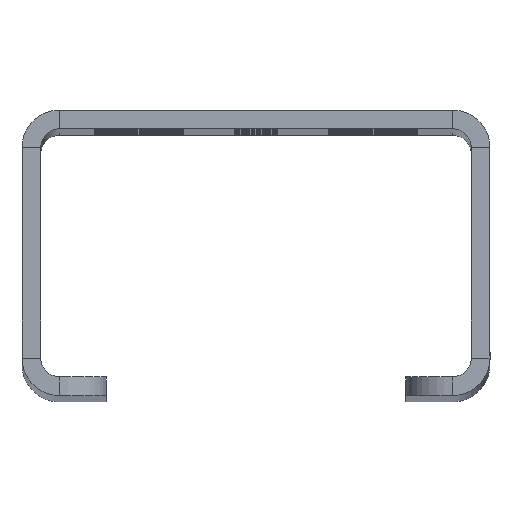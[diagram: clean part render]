
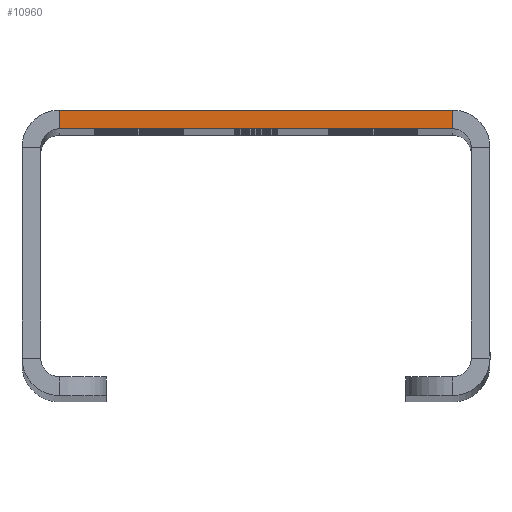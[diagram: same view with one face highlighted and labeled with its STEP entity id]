
A CAD part, top view. The second image highlights one B-rep face of the part: STEP entity #10960.
In plain terms, the highlighted planar face has unit normal (0, 0, 1).
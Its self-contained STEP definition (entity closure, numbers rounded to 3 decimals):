
#123 = VERTEX_POINT ( 'NONE', #12200 ) ;
#1058 = EDGE_CURVE ( 'NONE', #123, #7278, #11401, .T. ) ;
#1083 = CARTESIAN_POINT ( 'NONE',  ( 25., -2., 195.5 ) ) ;
#1160 = ORIENTED_EDGE ( 'NONE', *, *, #2192, .T. ) ;
#1344 = DIRECTION ( 'NONE',  ( 0., 1., 0. ) ) ;
#1360 = ORIENTED_EDGE ( 'NONE', *, *, #4599, .F. ) ;
#1444 = LINE ( 'NONE', #10173, #3749 ) ;
#2192 = EDGE_CURVE ( 'NONE', #15657, #123, #8374, .T. ) ;
#2244 = PLANE ( 'NONE',  #3858 ) ;
#2514 = LINE ( 'NONE', #7589, #2738 ) ;
#2738 = VECTOR ( 'NONE', #12642, 1000. ) ;
#3577 = DIRECTION ( 'NONE',  ( 0., 0., 1. ) ) ;
#3749 = VECTOR ( 'NONE', #15227, 1000. ) ;
#3858 = AXIS2_PLACEMENT_3D ( 'NONE', #1083, #3577, #4991 ) ;
#4599 = EDGE_CURVE ( 'NONE', #15657, #11068, #1444, .T. ) ;
#4626 = DIRECTION ( 'NONE',  ( 1., 0., 0. ) ) ;
#4991 = DIRECTION ( 'NONE',  ( 1., 0., 0. ) ) ;
#5085 = CARTESIAN_POINT ( 'NONE',  ( 21., -2., 195.5 ) ) ;
#6566 = VECTOR ( 'NONE', #1344, 1000. ) ;
#7278 = VERTEX_POINT ( 'NONE', #9697 ) ;
#7589 = CARTESIAN_POINT ( 'NONE',  ( 25., 0., 195.5 ) ) ;
#8374 = LINE ( 'NONE', #15908, #11567 ) ;
#8565 = ORIENTED_EDGE ( 'NONE', *, *, #9375, .F. ) ;
#9375 = EDGE_CURVE ( 'NONE', #11068, #7278, #2514, .T. ) ;
#9697 = CARTESIAN_POINT ( 'NONE',  ( 21., 0., 195.5 ) ) ;
#10173 = CARTESIAN_POINT ( 'NONE',  ( -21., -2., 195.5 ) ) ;
#10960 = ADVANCED_FACE ( 'NONE', ( #13783 ), #2244, .T. ) ;
#11068 = VERTEX_POINT ( 'NONE', #11774 ) ;
#11401 = LINE ( 'NONE', #5085, #6566 ) ;
#11567 = VECTOR ( 'NONE', #4626, 1000. ) ;
#11774 = CARTESIAN_POINT ( 'NONE',  ( -21., 0., 195.5 ) ) ;
#12200 = CARTESIAN_POINT ( 'NONE',  ( 21., -2., 195.5 ) ) ;
#12642 = DIRECTION ( 'NONE',  ( 1., 0., 0. ) ) ;
#13783 = FACE_OUTER_BOUND ( 'NONE', #15302, .T. ) ;
#14851 = ORIENTED_EDGE ( 'NONE', *, *, #1058, .T. ) ;
#15227 = DIRECTION ( 'NONE',  ( 0., 1., 0. ) ) ;
#15302 = EDGE_LOOP ( 'NONE', ( #1360, #1160, #14851, #8565 ) ) ;
#15657 = VERTEX_POINT ( 'NONE', #16388 ) ;
#15908 = CARTESIAN_POINT ( 'NONE',  ( 25., -2., 195.5 ) ) ;
#16388 = CARTESIAN_POINT ( 'NONE',  ( -21., -2., 195.5 ) ) ;
